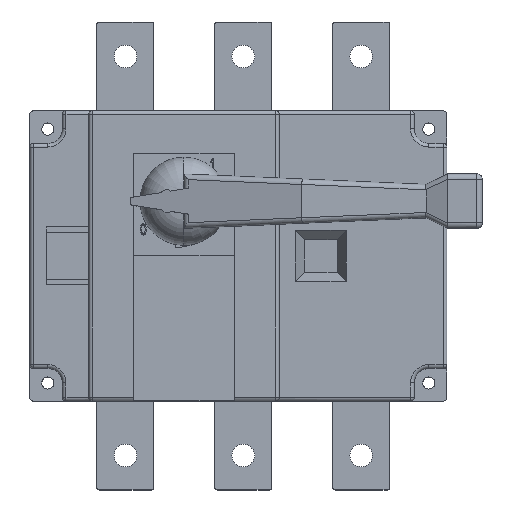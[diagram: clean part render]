
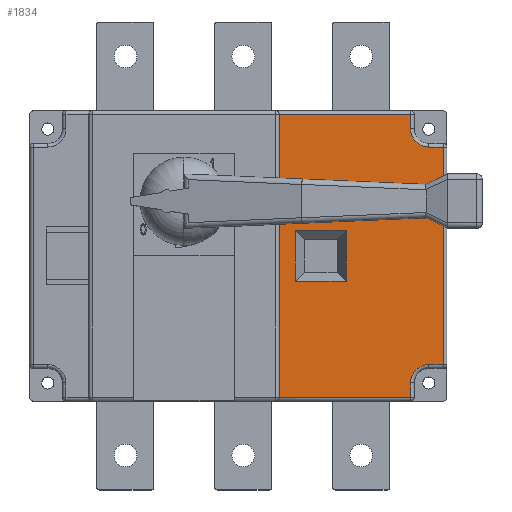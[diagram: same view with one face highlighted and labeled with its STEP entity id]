
A CAD part, top view. The second image highlights one B-rep face of the part: STEP entity #1834.
In plain terms, the highlighted planar face has unit normal (0, 0, 1).
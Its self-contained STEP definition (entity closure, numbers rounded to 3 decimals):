
#57 = EDGE_CURVE ( 'NONE', #8875, #2802, #8458, .T. ) ;
#208 = ORIENTED_EDGE ( 'NONE', *, *, #5700, .T. ) ;
#258 = ORIENTED_EDGE ( 'NONE', *, *, #2144, .F. ) ;
#259 = LINE ( 'NONE', #6369, #7104 ) ;
#407 = DIRECTION ( 'NONE',  ( 1., 0., 0. ) ) ;
#421 = VERTEX_POINT ( 'NONE', #8346 ) ;
#476 = ORIENTED_EDGE ( 'NONE', *, *, #7331, .T. ) ;
#495 = DIRECTION ( 'NONE',  ( 0., 0., -1. ) ) ;
#570 = ORIENTED_EDGE ( 'NONE', *, *, #2875, .T. ) ;
#723 = LINE ( 'NONE', #6872, #2968 ) ;
#823 = VERTEX_POINT ( 'NONE', #9068 ) ;
#1004 = FACE_OUTER_BOUND ( 'NONE', #3871, .T. ) ;
#1007 = CARTESIAN_POINT ( 'NONE',  ( 0., -60., 66.5 ) ) ;
#1097 = CARTESIAN_POINT ( 'NONE',  ( 0., 78., 66.5 ) ) ;
#1319 = LINE ( 'NONE', #2736, #6486 ) ;
#1445 = VERTEX_POINT ( 'NONE', #5115 ) ;
#1470 = DIRECTION ( 'NONE',  ( -1., 0., 0. ) ) ;
#1722 = ORIENTED_EDGE ( 'NONE', *, *, #8634, .T. ) ;
#1811 = EDGE_CURVE ( 'NONE', #2970, #8875, #259, .T. ) ;
#1834 = ADVANCED_FACE ( 'NONE', ( #8627, #1004 ), #6175, .F. ) ;
#1839 = CARTESIAN_POINT ( 'NONE',  ( 0., 60., 66.5 ) ) ;
#1884 = DIRECTION ( 'NONE',  ( -1., 0., 0. ) ) ;
#1960 = LINE ( 'NONE', #9392, #8139 ) ;
#2111 = CARTESIAN_POINT ( 'NONE',  ( 95., 70., 66.5 ) ) ;
#2144 = EDGE_CURVE ( 'NONE', #8222, #421, #4494, .T. ) ;
#2235 = AXIS2_PLACEMENT_3D ( 'NONE', #9177, #3272, #6273 ) ;
#2285 = AXIS2_PLACEMENT_3D ( 'NONE', #5114, #8900, #1470 ) ;
#2350 = VECTOR ( 'NONE', #1884, 1000. ) ;
#2352 = CARTESIAN_POINT ( 'NONE',  ( 31.5, -14., 66.5 ) ) ;
#2726 = ORIENTED_EDGE ( 'NONE', *, *, #5396, .T. ) ;
#2736 = CARTESIAN_POINT ( 'NONE',  ( 0., -78., 66.5 ) ) ;
#2757 = LINE ( 'NONE', #8808, #4912 ) ;
#2794 = AXIS2_PLACEMENT_3D ( 'NONE', #9552, #495, #6604 ) ;
#2802 = VERTEX_POINT ( 'NONE', #5067 ) ;
#2830 = ORIENTED_EDGE ( 'NONE', *, *, #3299, .T. ) ;
#2862 = EDGE_CURVE ( 'NONE', #2802, #1445, #6691, .T. ) ;
#2875 = EDGE_CURVE ( 'NONE', #8551, #4199, #6375, .T. ) ;
#2968 = VECTOR ( 'NONE', #8943, 1000. ) ;
#2970 = VERTEX_POINT ( 'NONE', #2352 ) ;
#2971 = DIRECTION ( 'NONE',  ( 0., 1., 0. ) ) ;
#3272 = DIRECTION ( 'NONE',  ( 0., 0., -1. ) ) ;
#3299 = EDGE_CURVE ( 'NONE', #6634, #9125, #7693, .T. ) ;
#3590 = DIRECTION ( 'NONE',  ( 0., 1., 0. ) ) ;
#3648 = ORIENTED_EDGE ( 'NONE', *, *, #57, .F. ) ;
#3777 = VERTEX_POINT ( 'NONE', #7778 ) ;
#3826 = EDGE_CURVE ( 'NONE', #1445, #2970, #2757, .T. ) ;
#3871 = EDGE_LOOP ( 'NONE', ( #476, #5431, #258, #1722, #4320, #208, #2726, #2830, #9359, #570 ) ) ;
#4199 = VERTEX_POINT ( 'NONE', #2111 ) ;
#4316 = DIRECTION ( 'NONE',  ( 1., 0., 0. ) ) ;
#4320 = ORIENTED_EDGE ( 'NONE', *, *, #5983, .T. ) ;
#4333 = DIRECTION ( 'NONE',  ( 0., -1., 0. ) ) ;
#4494 = LINE ( 'NONE', #6717, #4894 ) ;
#4820 = VECTOR ( 'NONE', #8484, 1000. ) ;
#4894 = VECTOR ( 'NONE', #2971, 1000. ) ;
#4912 = VECTOR ( 'NONE', #4333, 1000. ) ;
#5067 = CARTESIAN_POINT ( 'NONE',  ( 59.5, 14., 66.5 ) ) ;
#5114 = CARTESIAN_POINT ( 'NONE',  ( 105., 70., 66.5 ) ) ;
#5115 = CARTESIAN_POINT ( 'NONE',  ( 31.5, 14., 66.5 ) ) ;
#5396 = EDGE_CURVE ( 'NONE', #8087, #6634, #8630, .T. ) ;
#5431 = ORIENTED_EDGE ( 'NONE', *, *, #6774, .T. ) ;
#5455 = CARTESIAN_POINT ( 'NONE',  ( 105., 60., 66.5 ) ) ;
#5513 = CARTESIAN_POINT ( 'NONE',  ( 105., -60., 66.5 ) ) ;
#5603 = DIRECTION ( 'NONE',  ( 0., 1., 0. ) ) ;
#5700 = EDGE_CURVE ( 'NONE', #8175, #8087, #6568, .T. ) ;
#5983 = EDGE_CURVE ( 'NONE', #823, #8175, #1960, .T. ) ;
#6030 = CARTESIAN_POINT ( 'NONE',  ( 113., -60., 66.5 ) ) ;
#6175 = PLANE ( 'NONE',  #2235 ) ;
#6273 = DIRECTION ( 'NONE',  ( -1., 0., 0. ) ) ;
#6348 = CARTESIAN_POINT ( 'NONE',  ( 59.5, 14., 66.5 ) ) ;
#6369 = CARTESIAN_POINT ( 'NONE',  ( 31.5, -14., 66.5 ) ) ;
#6375 = CIRCLE ( 'NONE', #2285, 10. ) ;
#6486 = VECTOR ( 'NONE', #4316, 1000. ) ;
#6568 = CIRCLE ( 'NONE', #2794, 10. ) ;
#6604 = DIRECTION ( 'NONE',  ( -1., 0., 0. ) ) ;
#6634 = VERTEX_POINT ( 'NONE', #6030 ) ;
#6691 = LINE ( 'NONE', #9040, #8889 ) ;
#6717 = CARTESIAN_POINT ( 'NONE',  ( 22.5, 80., 66.5 ) ) ;
#6774 = EDGE_CURVE ( 'NONE', #3777, #421, #8569, .T. ) ;
#6802 = VECTOR ( 'NONE', #9023, 1000. ) ;
#6822 = ORIENTED_EDGE ( 'NONE', *, *, #1811, .F. ) ;
#6872 = CARTESIAN_POINT ( 'NONE',  ( 95., 0., 66.5 ) ) ;
#7104 = VECTOR ( 'NONE', #407, 1000. ) ;
#7293 = CARTESIAN_POINT ( 'NONE',  ( 22.5, -78., 66.5 ) ) ;
#7304 = ORIENTED_EDGE ( 'NONE', *, *, #3826, .F. ) ;
#7331 = EDGE_CURVE ( 'NONE', #4199, #3777, #723, .T. ) ;
#7640 = CARTESIAN_POINT ( 'NONE',  ( 95., -70., 66.5 ) ) ;
#7693 = LINE ( 'NONE', #8239, #6802 ) ;
#7778 = CARTESIAN_POINT ( 'NONE',  ( 95., 78., 66.5 ) ) ;
#7841 = DIRECTION ( 'NONE',  ( -1., 0., 0. ) ) ;
#7943 = LINE ( 'NONE', #1839, #8524 ) ;
#8031 = ORIENTED_EDGE ( 'NONE', *, *, #2862, .F. ) ;
#8056 = CARTESIAN_POINT ( 'NONE',  ( 59.5, -14., 66.5 ) ) ;
#8087 = VERTEX_POINT ( 'NONE', #5513 ) ;
#8139 = VECTOR ( 'NONE', #3590, 1000. ) ;
#8175 = VERTEX_POINT ( 'NONE', #7640 ) ;
#8222 = VERTEX_POINT ( 'NONE', #7293 ) ;
#8234 = EDGE_LOOP ( 'NONE', ( #6822, #7304, #8031, #3648 ) ) ;
#8239 = CARTESIAN_POINT ( 'NONE',  ( 113., 0., 66.5 ) ) ;
#8346 = CARTESIAN_POINT ( 'NONE',  ( 22.5, 78., 66.5 ) ) ;
#8426 = VECTOR ( 'NONE', #5603, 1000. ) ;
#8458 = LINE ( 'NONE', #6348, #8426 ) ;
#8484 = DIRECTION ( 'NONE',  ( 1., 0., 0. ) ) ;
#8524 = VECTOR ( 'NONE', #7841, 1000. ) ;
#8551 = VERTEX_POINT ( 'NONE', #5455 ) ;
#8569 = LINE ( 'NONE', #1097, #2350 ) ;
#8627 = FACE_BOUND ( 'NONE', #8234, .T. ) ;
#8630 = LINE ( 'NONE', #1007, #4820 ) ;
#8634 = EDGE_CURVE ( 'NONE', #8222, #823, #1319, .T. ) ;
#8808 = CARTESIAN_POINT ( 'NONE',  ( 31.5, 14., 66.5 ) ) ;
#8875 = VERTEX_POINT ( 'NONE', #8056 ) ;
#8889 = VECTOR ( 'NONE', #9640, 1000. ) ;
#8900 = DIRECTION ( 'NONE',  ( 0., 0., -1. ) ) ;
#8943 = DIRECTION ( 'NONE',  ( 0., 1., 0. ) ) ;
#9023 = DIRECTION ( 'NONE',  ( 0., 1., 0. ) ) ;
#9040 = CARTESIAN_POINT ( 'NONE',  ( 31.5, 14., 66.5 ) ) ;
#9068 = CARTESIAN_POINT ( 'NONE',  ( 95., -78., 66.5 ) ) ;
#9125 = VERTEX_POINT ( 'NONE', #9583 ) ;
#9177 = CARTESIAN_POINT ( 'NONE',  ( 0., 0., 66.5 ) ) ;
#9254 = EDGE_CURVE ( 'NONE', #9125, #8551, #7943, .T. ) ;
#9359 = ORIENTED_EDGE ( 'NONE', *, *, #9254, .T. ) ;
#9392 = CARTESIAN_POINT ( 'NONE',  ( 95., 0., 66.5 ) ) ;
#9552 = CARTESIAN_POINT ( 'NONE',  ( 105., -70., 66.5 ) ) ;
#9583 = CARTESIAN_POINT ( 'NONE',  ( 113., 60., 66.5 ) ) ;
#9640 = DIRECTION ( 'NONE',  ( -1., 0., 0. ) ) ;
